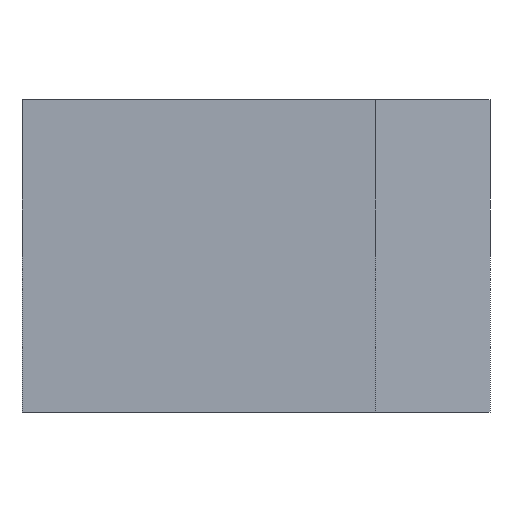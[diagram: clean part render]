
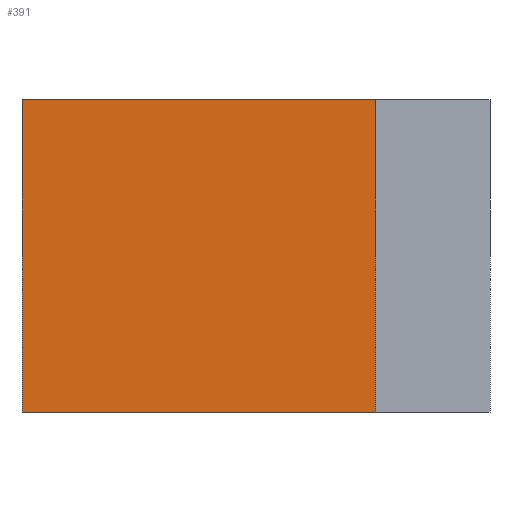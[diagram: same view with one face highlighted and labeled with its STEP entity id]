
A CAD part, left-side view. The second image highlights one B-rep face of the part: STEP entity #391.
In plain terms, the highlighted planar face has unit normal (-1, 0, 0).
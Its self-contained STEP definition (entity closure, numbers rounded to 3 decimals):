
#103 = CARTESIAN_POINT ( 'NONE',  ( -25., 35., 20. ) ) ;
#179 = DIRECTION ( 'NONE',  ( 0., 0., -1. ) ) ;
#214 = CARTESIAN_POINT ( 'NONE',  ( -25., -10.355, 20. ) ) ;
#246 = EDGE_CURVE ( 'NONE', #1428, #751, #460, .T. ) ;
#247 = DIRECTION ( 'NONE',  ( 1., 0., 0. ) ) ;
#346 = DIRECTION ( 'NONE',  ( 0., -1., 0. ) ) ;
#348 = EDGE_CURVE ( 'NONE', #1418, #384, #640, .T. ) ;
#384 = VERTEX_POINT ( 'NONE', #861 ) ;
#391 = ADVANCED_FACE ( 'NONE', ( #622 ), #648, .F. ) ;
#415 = AXIS2_PLACEMENT_3D ( 'NONE', #1360, #247, #1490 ) ;
#460 = LINE ( 'NONE', #1472, #988 ) ;
#469 = VECTOR ( 'NONE', #179, 1000. ) ;
#614 = LINE ( 'NONE', #103, #938 ) ;
#622 = FACE_OUTER_BOUND ( 'NONE', #1605, .T. ) ;
#640 = LINE ( 'NONE', #1242, #1279 ) ;
#648 = PLANE ( 'NONE',  #415 ) ;
#743 = CARTESIAN_POINT ( 'NONE',  ( -25., 35., -20. ) ) ;
#751 = VERTEX_POINT ( 'NONE', #767 ) ;
#766 = DIRECTION ( 'NONE',  ( 0., -1., 0. ) ) ;
#767 = CARTESIAN_POINT ( 'NONE',  ( -25., -10.355, 20. ) ) ;
#861 = CARTESIAN_POINT ( 'NONE',  ( -25., -10.355, -20. ) ) ;
#938 = VECTOR ( 'NONE', #1604, 1000. ) ;
#988 = VECTOR ( 'NONE', #346, 1000. ) ;
#1005 = ORIENTED_EDGE ( 'NONE', *, *, #1054, .T. ) ;
#1054 = EDGE_CURVE ( 'NONE', #1428, #1418, #614, .T. ) ;
#1120 = CARTESIAN_POINT ( 'NONE',  ( -25., 35., 20. ) ) ;
#1175 = ORIENTED_EDGE ( 'NONE', *, *, #246, .F. ) ;
#1180 = ORIENTED_EDGE ( 'NONE', *, *, #1332, .F. ) ;
#1242 = CARTESIAN_POINT ( 'NONE',  ( -25., 10.355, -20. ) ) ;
#1279 = VECTOR ( 'NONE', #766, 1000. ) ;
#1329 = LINE ( 'NONE', #214, #469 ) ;
#1332 = EDGE_CURVE ( 'NONE', #751, #384, #1329, .T. ) ;
#1360 = CARTESIAN_POINT ( 'NONE',  ( -25., 10.355, 20. ) ) ;
#1418 = VERTEX_POINT ( 'NONE', #743 ) ;
#1428 = VERTEX_POINT ( 'NONE', #1120 ) ;
#1472 = CARTESIAN_POINT ( 'NONE',  ( -25., 35., 20. ) ) ;
#1490 = DIRECTION ( 'NONE',  ( 0., 0., -1. ) ) ;
#1501 = ORIENTED_EDGE ( 'NONE', *, *, #348, .T. ) ;
#1604 = DIRECTION ( 'NONE',  ( 0., 0., -1. ) ) ;
#1605 = EDGE_LOOP ( 'NONE', ( #1501, #1180, #1175, #1005 ) ) ;
